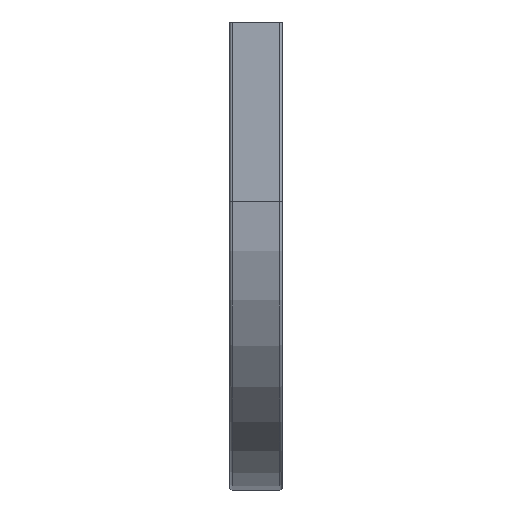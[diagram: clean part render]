
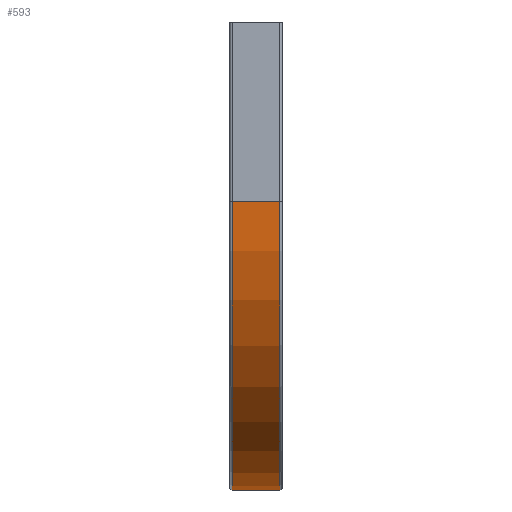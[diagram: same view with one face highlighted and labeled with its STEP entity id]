
A CAD part, left-side view. The second image highlights one B-rep face of the part: STEP entity #593.
In plain terms, the highlighted cylindrical face has radius 550 mm (diameter 1100 mm), a partial arc.
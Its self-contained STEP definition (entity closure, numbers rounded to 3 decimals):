
#6 = DIRECTION ( 'NONE',  ( 0., 0., 1. ) ) ;
#10 = VERTEX_POINT ( 'NONE', #478 ) ;
#31 = ORIENTED_EDGE ( 'NONE', *, *, #383, .T. ) ;
#54 = CARTESIAN_POINT ( 'NONE',  ( 104.5, 100., -445.5 ) ) ;
#80 = DIRECTION ( 'NONE',  ( 0., 1., 0. ) ) ;
#95 = EDGE_CURVE ( 'NONE', #687, #10, #921, .T. ) ;
#117 = DIRECTION ( 'NONE',  ( 0., 0., -1. ) ) ;
#118 = VERTEX_POINT ( 'NONE', #825 ) ;
#119 = AXIS2_PLACEMENT_3D ( 'NONE', #850, #928, #117 ) ;
#150 = CARTESIAN_POINT ( 'NONE',  ( -445.5, 95., 104.5 ) ) ;
#170 = EDGE_CURVE ( 'NONE', #291, #118, #236, .T. ) ;
#220 = VECTOR ( 'NONE', #701, 1000. ) ;
#236 = CIRCLE ( 'NONE', #401, 550. ) ;
#242 = LINE ( 'NONE', #54, #220 ) ;
#285 = DIRECTION ( 'NONE',  ( 0., -1., 0. ) ) ;
#290 = CARTESIAN_POINT ( 'NONE',  ( -445.5, 100., 104.5 ) ) ;
#291 = VERTEX_POINT ( 'NONE', #150 ) ;
#308 = EDGE_CURVE ( 'NONE', #291, #10, #777, .T. ) ;
#338 = ORIENTED_EDGE ( 'NONE', *, *, #308, .F. ) ;
#372 = VECTOR ( 'NONE', #885, 1000. ) ;
#383 = EDGE_CURVE ( 'NONE', #118, #687, #242, .T. ) ;
#401 = AXIS2_PLACEMENT_3D ( 'NONE', #510, #285, #581 ) ;
#442 = CARTESIAN_POINT ( 'NONE',  ( 104.5, 5., -445.5 ) ) ;
#456 = AXIS2_PLACEMENT_3D ( 'NONE', #884, #80, #6 ) ;
#478 = CARTESIAN_POINT ( 'NONE',  ( -445.5, 5., 104.5 ) ) ;
#510 = CARTESIAN_POINT ( 'NONE',  ( 104.5, 95., 104.5 ) ) ;
#526 = CYLINDRICAL_SURFACE ( 'NONE', #119, 550. ) ;
#538 = EDGE_LOOP ( 'NONE', ( #31, #769, #338, #761 ) ) ;
#581 = DIRECTION ( 'NONE',  ( 0., 0., 1. ) ) ;
#593 = ADVANCED_FACE ( 'NONE', ( #599 ), #526, .T. ) ;
#599 = FACE_OUTER_BOUND ( 'NONE', #538, .T. ) ;
#687 = VERTEX_POINT ( 'NONE', #442 ) ;
#701 = DIRECTION ( 'NONE',  ( 0., -1., 0. ) ) ;
#761 = ORIENTED_EDGE ( 'NONE', *, *, #170, .T. ) ;
#769 = ORIENTED_EDGE ( 'NONE', *, *, #95, .T. ) ;
#777 = LINE ( 'NONE', #290, #372 ) ;
#825 = CARTESIAN_POINT ( 'NONE',  ( 104.5, 95., -445.5 ) ) ;
#850 = CARTESIAN_POINT ( 'NONE',  ( 104.5, 100., 104.5 ) ) ;
#884 = CARTESIAN_POINT ( 'NONE',  ( 104.5, 5., 104.5 ) ) ;
#885 = DIRECTION ( 'NONE',  ( 0., -1., 0. ) ) ;
#921 = CIRCLE ( 'NONE', #456, 550. ) ;
#928 = DIRECTION ( 'NONE',  ( 0., -1., 0. ) ) ;
